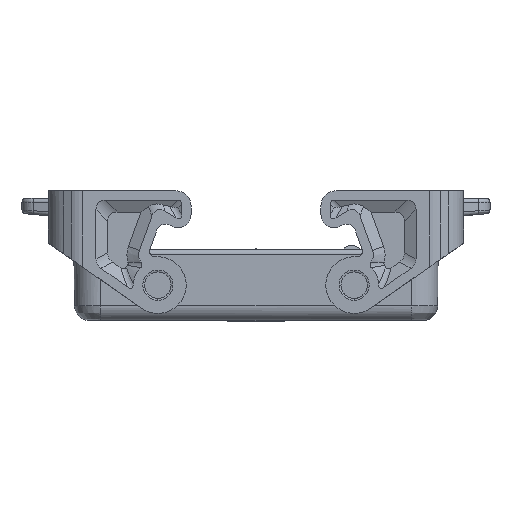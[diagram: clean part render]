
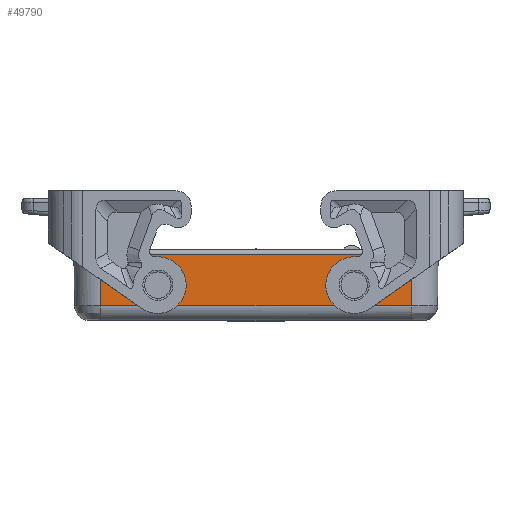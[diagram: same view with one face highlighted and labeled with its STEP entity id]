
A CAD part, front view. The second image highlights one B-rep face of the part: STEP entity #49790.
In plain terms, the highlighted face is planar.
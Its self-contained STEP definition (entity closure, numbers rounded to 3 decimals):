
#1190=CARTESIAN_POINT('',(-1.053,1.289,0.));
#1200=VERTEX_POINT('',#1190);
#1230=CARTESIAN_POINT('',(-1.053,-5.711,0.));
#1240=DIRECTION('',(0.,1.,0.));
#1250=VECTOR('',#1240,1.);
#1260=LINE('',#1230,#1250);
#1270=CARTESIAN_POINT('',(-1.053,83.79,0.));
#1280=VERTEX_POINT('',#1270);
#1290=EDGE_CURVE('',#1200,#1280,#1260,.T.);
#20000=CARTESIAN_POINT('',(-0.935,83.672,
-13.535));
#20010=VERTEX_POINT('',#20000);
#20040=CARTESIAN_POINT('',(-0.935,0.,-13.535));
#20050=DIRECTION('',(0.,1.,0.));
#20060=VECTOR('',#20050,1.);
#20070=LINE('',#20040,#20060);
#20080=CARTESIAN_POINT('',(-0.935,1.407,
-13.535));
#20090=VERTEX_POINT('',#20080);
#20100=EDGE_CURVE('',#20090,#20010,#20070,.T.);
#48760=CARTESIAN_POINT('',(-1.053,0.,0.));
#48770=DIRECTION('',(1.,0.,0.009));
#48780=DIRECTION('',(0.,-1.,0.));
#48790=AXIS2_PLACEMENT_3D('',#48760,#48770,#48780);
#48800=PLANE('',#48790);
#48810=CARTESIAN_POINT('',(-0.967,69.439,
-9.886));
#48820=DIRECTION('',(1.,0.,0.009));
#48830=DIRECTION('',(0.009,0.,
-1.));
#48840=AXIS2_PLACEMENT_3D('',#48810,#48820,#48830);
#48850=ELLIPSE('',#48840,1.5,1.5);
#48860=CARTESIAN_POINT('',(-0.956,70.114,
-11.226));
#48870=VERTEX_POINT('',#48860);
#48880=CARTESIAN_POINT('',(-0.967,70.939,
-9.886));
#48890=VERTEX_POINT('',#48880);
#48900=EDGE_CURVE('',#48870,#48890,#48850,.T.);
#48910=ORIENTED_EDGE('',*,*,#48900,.T.);
#48920=CARTESIAN_POINT('',(-0.983,68.539,
-8.1));
#48930=DIRECTION('',(1.,0.,0.009));
#48940=DIRECTION('',(0.009,0.,
-1.));
#48950=AXIS2_PLACEMENT_3D('',#48920,#48930,#48940);
#48960=ELLIPSE('',#48950,3.5,3.5);
#48970=CARTESIAN_POINT('',(-0.983,65.039,
-8.1));
#48980=VERTEX_POINT('',#48970);
#48990=EDGE_CURVE('',#48980,#48870,#48960,.T.);
#49000=ORIENTED_EDGE('',*,*,#48990,.T.);
#49010=CARTESIAN_POINT('',(-1.01,70.114,
-4.974));
#49020=VERTEX_POINT('',#49010);
#49030=EDGE_CURVE('',#49020,#48980,#48960,.T.);
#49040=ORIENTED_EDGE('',*,*,#49030,.T.);
#49050=CARTESIAN_POINT('',(-0.998,69.439,
-6.314));
#49060=DIRECTION('',(1.,0.,0.009));
#49070=DIRECTION('',(0.009,0.,
-1.));
#49080=AXIS2_PLACEMENT_3D('',#49050,#49060,#49070);
#49090=ELLIPSE('',#49080,1.5,1.5);
#49100=CARTESIAN_POINT('',(-0.998,70.939,
-6.314));
#49110=VERTEX_POINT('',#49100);
#49120=EDGE_CURVE('',#49110,#49020,#49090,.T.);
#49130=ORIENTED_EDGE('',*,*,#49120,.T.);
#49140=CARTESIAN_POINT('',(-1.053,70.939,0.));
#49150=DIRECTION('',(-0.009,0.,1.));
#49160=VECTOR('',#49150,1.);
#49170=LINE('',#49140,#49160);
#49180=EDGE_CURVE('',#48890,#49110,#49170,.T.);
#49190=ORIENTED_EDGE('',*,*,#49180,.T.);
#49200=EDGE_LOOP('',(#49190,#49130,#49040,#49000,#48910));
#49210=FACE_BOUND('',#49200,.T.);
#49220=CARTESIAN_POINT('',(-0.998,15.639,
-6.314));
#49230=DIRECTION('',(1.,0.,0.009));
#49240=DIRECTION('',(0.009,0.,
-1.));
#49250=AXIS2_PLACEMENT_3D('',#49220,#49230,#49240);
#49260=ELLIPSE('',#49250,1.5,1.5);
#49270=CARTESIAN_POINT('',(-1.01,14.964,
-4.974));
#49280=VERTEX_POINT('',#49270);
#49290=CARTESIAN_POINT('',(-0.998,14.139,
-6.314));
#49300=VERTEX_POINT('',#49290);
#49310=EDGE_CURVE('',#49280,#49300,#49260,.T.);
#49320=ORIENTED_EDGE('',*,*,#49310,.T.);
#49330=CARTESIAN_POINT('',(-0.983,16.539,
-8.1));
#49340=DIRECTION('',(1.,0.,0.009));
#49350=DIRECTION('',(0.009,0.,
-1.));
#49360=AXIS2_PLACEMENT_3D('',#49330,#49340,#49350);
#49370=ELLIPSE('',#49360,3.5,3.5);
#49380=CARTESIAN_POINT('',(-0.983,20.039,
-8.1));
#49390=VERTEX_POINT('',#49380);
#49400=EDGE_CURVE('',#49390,#49280,#49370,.T.);
#49410=ORIENTED_EDGE('',*,*,#49400,.T.);
#49420=CARTESIAN_POINT('',(-0.956,14.964,
-11.226));
#49430=VERTEX_POINT('',#49420);
#49440=EDGE_CURVE('',#49430,#49390,#49370,.T.);
#49450=ORIENTED_EDGE('',*,*,#49440,.T.);
#49460=CARTESIAN_POINT('',(-0.967,15.639,
-9.886));
#49470=DIRECTION('',(1.,0.,0.009));
#49480=DIRECTION('',(0.009,0.,
-1.));
#49490=AXIS2_PLACEMENT_3D('',#49460,#49470,#49480);
#49500=ELLIPSE('',#49490,1.5,1.5);
#49510=CARTESIAN_POINT('',(-0.967,14.139,
-9.886));
#49520=VERTEX_POINT('',#49510);
#49530=EDGE_CURVE('',#49520,#49430,#49500,.T.);
#49540=ORIENTED_EDGE('',*,*,#49530,.T.);
#49550=CARTESIAN_POINT('',(-1.053,14.139,0.));
#49560=DIRECTION('',(0.009,0.,-1.));
#49570=VECTOR('',#49560,1.);
#49580=LINE('',#49550,#49570);
#49590=EDGE_CURVE('',#49300,#49520,#49580,.T.);
#49600=ORIENTED_EDGE('',*,*,#49590,.T.);
#49610=EDGE_LOOP('',(#49600,#49540,#49450,#49410,#49320));
#49620=FACE_BOUND('',#49610,.T.);
#49630=CARTESIAN_POINT('',(-1.053,1.29,
-0.061));
#49640=DIRECTION('',(-0.009,-0.009,
1.));
#49650=VECTOR('',#49640,1.);
#49660=LINE('',#49630,#49650);
#49670=EDGE_CURVE('',#20090,#1200,#49660,.T.);
#49680=ORIENTED_EDGE('',*,*,#49670,.T.);
#49690=ORIENTED_EDGE('',*,*,#20100,.F.);
#49700=CARTESIAN_POINT('',(-1.053,83.789,
-0.061));
#49710=DIRECTION('',(-0.009,0.009,
1.));
#49720=VECTOR('',#49710,1.);
#49730=LINE('',#49700,#49720);
#49740=EDGE_CURVE('',#20010,#1280,#49730,.T.);
#49750=ORIENTED_EDGE('',*,*,#49740,.F.);
#49760=ORIENTED_EDGE('',*,*,#1290,.T.);
#49770=EDGE_LOOP('',(#49760,#49750,#49690,#49680));
#49780=FACE_OUTER_BOUND('',#49770,.T.);
#49790=ADVANCED_FACE('',(#49210,#49620,#49780),#48800,.F.);
